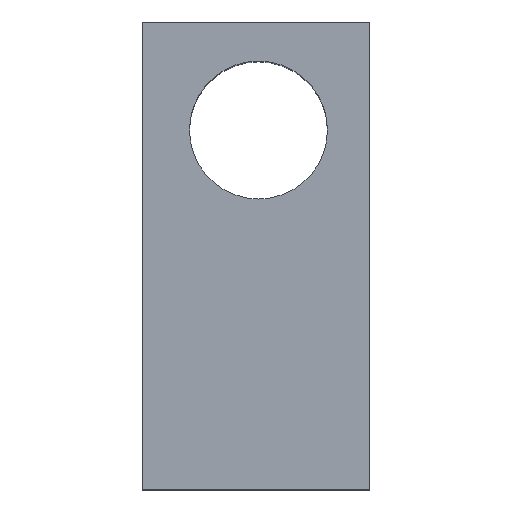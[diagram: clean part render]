
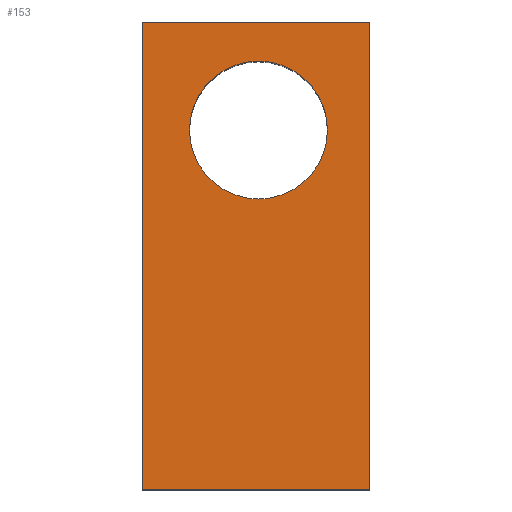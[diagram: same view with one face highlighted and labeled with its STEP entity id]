
A CAD part, top view. The second image highlights one B-rep face of the part: STEP entity #153.
In plain terms, the highlighted planar face has unit normal (0, 0, 1).
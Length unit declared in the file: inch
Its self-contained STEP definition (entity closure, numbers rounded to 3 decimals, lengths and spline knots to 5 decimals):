
#15=FACE_BOUND('',#42,.T.);
#23=PLANE('',#188);
#32=FACE_OUTER_BOUND('',#41,.T.);
#41=EDGE_LOOP('',(#133,#134,#135,#136));
#42=EDGE_LOOP('',(#137));
#50=LINE('',#253,#64);
#53=LINE('',#259,#67);
#56=LINE('',#265,#70);
#59=LINE('',#269,#73);
#64=VECTOR('',#212,0.3937);
#67=VECTOR('',#217,0.3937);
#70=VECTOR('',#222,0.3937);
#73=VECTOR('',#227,0.3937);
#76=CIRCLE('',#182,0.02308);
#80=VERTEX_POINT('',#241);
#84=VERTEX_POINT('',#250);
#85=VERTEX_POINT('',#252);
#87=VERTEX_POINT('',#258);
#89=VERTEX_POINT('',#264);
#93=EDGE_CURVE('',#80,#80,#76,.T.);
#98=EDGE_CURVE('',#85,#84,#50,.T.);
#101=EDGE_CURVE('',#87,#85,#53,.T.);
#104=EDGE_CURVE('',#89,#87,#56,.T.);
#107=EDGE_CURVE('',#84,#89,#59,.T.);
#133=ORIENTED_EDGE('',*,*,#107,.T.);
#134=ORIENTED_EDGE('',*,*,#104,.T.);
#135=ORIENTED_EDGE('',*,*,#101,.T.);
#136=ORIENTED_EDGE('',*,*,#98,.T.);
#137=ORIENTED_EDGE('',*,*,#93,.T.);
#153=ADVANCED_FACE('',(#32,#15),#23,.T.);
#182=AXIS2_PLACEMENT_3D('',#242,#203,#204);
#188=AXIS2_PLACEMENT_3D('',#270,#228,#229);
#203=DIRECTION('center_axis',(0.,0.,-1.));
#204=DIRECTION('ref_axis',(-1.,0.,0.));
#212=DIRECTION('',(-1.,0.,0.));
#217=DIRECTION('',(0.,1.,0.));
#222=DIRECTION('',(1.,0.,0.));
#227=DIRECTION('',(0.,-1.,0.));
#228=DIRECTION('center_axis',(0.,0.,1.));
#229=DIRECTION('ref_axis',(1.,0.,0.));
#241=CARTESIAN_POINT('',(0.02308,0.,0.15));
#242=CARTESIAN_POINT('Origin',(0.,0.,0.15));
#250=CARTESIAN_POINT('',(-0.03897,0.03615,0.15));
#252=CARTESIAN_POINT('',(0.0373,0.03615,0.15));
#253=CARTESIAN_POINT('',(0.0373,0.03615,0.15));
#258=CARTESIAN_POINT('',(0.0373,-0.12017,0.15));
#259=CARTESIAN_POINT('',(0.0373,-0.12017,0.15));
#264=CARTESIAN_POINT('',(-0.03897,-0.12017,0.15));
#265=CARTESIAN_POINT('',(-0.03897,-0.12017,0.15));
#269=CARTESIAN_POINT('',(-0.03897,0.03615,0.15));
#270=CARTESIAN_POINT('Origin',(-0.00083,-0.04201,
0.15));
